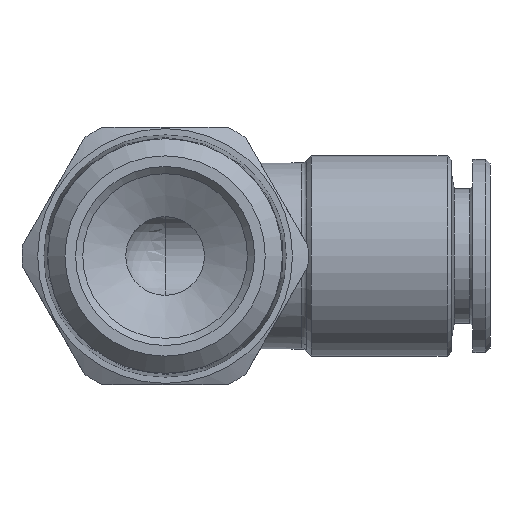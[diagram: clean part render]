
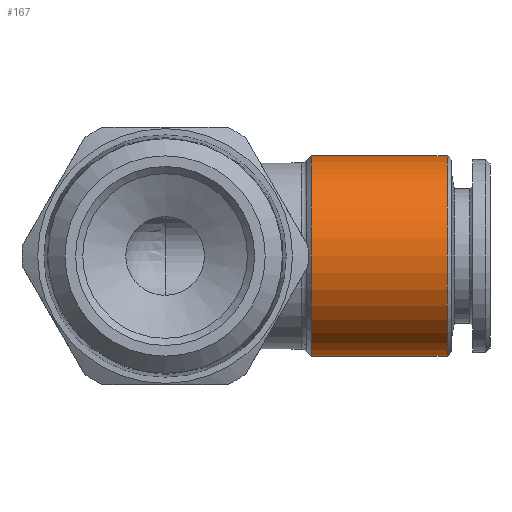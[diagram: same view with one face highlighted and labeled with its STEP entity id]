
A CAD part, front view. The second image highlights one B-rep face of the part: STEP entity #167.
In plain terms, the highlighted cylindrical face has radius 7 mm (diameter 14 mm), a full revolution.
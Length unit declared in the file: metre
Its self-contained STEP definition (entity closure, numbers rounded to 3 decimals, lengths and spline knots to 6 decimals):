
#167 = ADVANCED_FACE( 'NONE', ( #414, #415 ), #416, .T. );
#414 = FACE_OUTER_BOUND( '', #760, .T. );
#415 = FACE_OUTER_BOUND( '', #761, .T. );
#416 = CYLINDRICAL_SURFACE( '', #762, 0.007 );
#760 = EDGE_LOOP( '', ( #1347 ) );
#761 = EDGE_LOOP( '', ( #1348 ) );
#762 = AXIS2_PLACEMENT_3D( '', #1349, #1350, #1351 );
#1347 = ORIENTED_EDGE( '', *, *, #2092, .F. );
#1348 = ORIENTED_EDGE( '', *, *, #2093, .T. );
#1349 = CARTESIAN_POINT( '', ( 0., 0., 0. ) );
#1350 = DIRECTION( '', ( 1., 0., 0. ) );
#1351 = DIRECTION( '', ( 0., 0., 1. ) );
#2092 = EDGE_CURVE( 'NONE', #2467, #2467, #2468, .T. );
#2093 = EDGE_CURVE( 'NONE', #2469, #2469, #2470, .T. );
#2467 = VERTEX_POINT( '', #3004 );
#2468 = CIRCLE( '', #3005, 0.007 );
#2469 = VERTEX_POINT( '', #3006 );
#2470 = CIRCLE( '', #3007, 0.007 );
#3004 = CARTESIAN_POINT( '', ( 0.01021, 0., -0.007 ) );
#3005 = AXIS2_PLACEMENT_3D( '', #3834, #3835, #3836 );
#3006 = CARTESIAN_POINT( '', ( 0.0197, 0., 0.007 ) );
#3007 = AXIS2_PLACEMENT_3D( '', #3837, #3838, #3839 );
#3834 = CARTESIAN_POINT( '', ( 0.01021, 0., 0. ) );
#3835 = DIRECTION( '', ( -1., 0., 0. ) );
#3836 = DIRECTION( '', ( 0., 0., -1. ) );
#3837 = CARTESIAN_POINT( '', ( 0.0197, 0., 0. ) );
#3838 = DIRECTION( '', ( -1., 0., 0. ) );
#3839 = DIRECTION( '', ( 0., 0., 1. ) );
